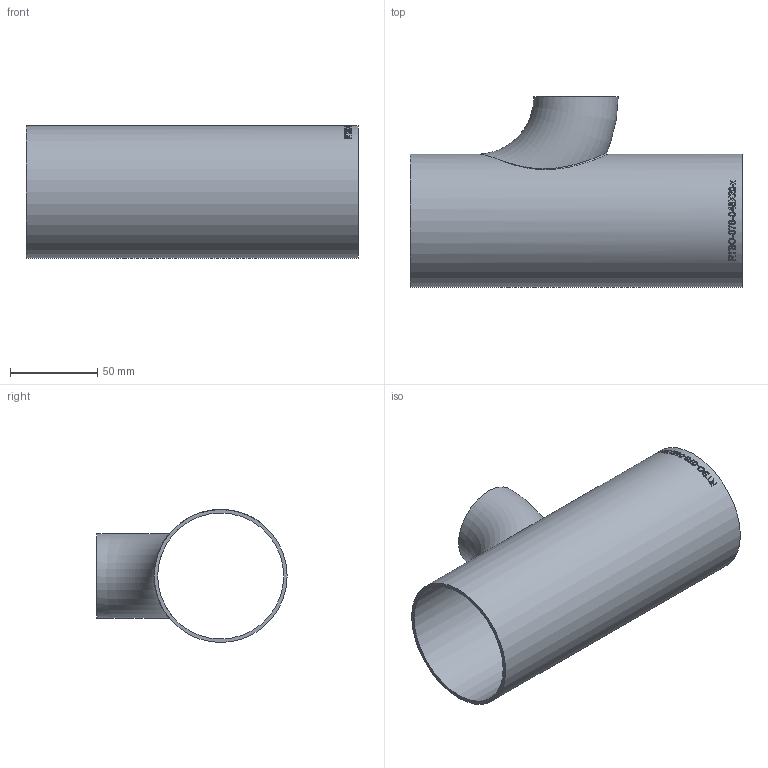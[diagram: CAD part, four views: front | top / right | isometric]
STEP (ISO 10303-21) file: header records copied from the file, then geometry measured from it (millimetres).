
FILE_DESCRIPTION (( 'STEP AP214' ), '1' );
FILE_NAME ('RTBO-076-048X20-x T-Bogen reduziert 2005.STEP', '2020-05-22T07:10:31', ( '' ), ( '' ), 'SwSTEP 2.0', 'SolidWorks 2019', '' );
FILE_SCHEMA (( 'AUTOMOTIVE_DESIGN' ));
Length unit declared in the file: millimetre
Products named in the file (1): RTBO-076-048X20-x T-Bogen reduziert 2005
Bounding box: 190 x 108.94 x 76.1 mm (x, y, z)
Volume: 97265.7 mm3; surface area: 97070.4 mm2
Topology: 1 solids, 1 shells, 231 faces, 600 edges, 400 vertices
Faces by surface type: bspline 130, plane 69, cylinder 30, torus 2
Full cylindrical faces by diameter (mm): 72.1 x1, 76.1 x1
Entity records: 30975 total; most frequent: CARTESIAN_POINT 24086, ORIENTED_EDGE 1184, EDGE_CURVE 592, DIRECTION 477, B_SPLINE_CURVE_WITH_KNOTS 407, VERTEX_POINT 398, EDGE_LOOP 270, FACE_OUTER_BOUND 237
